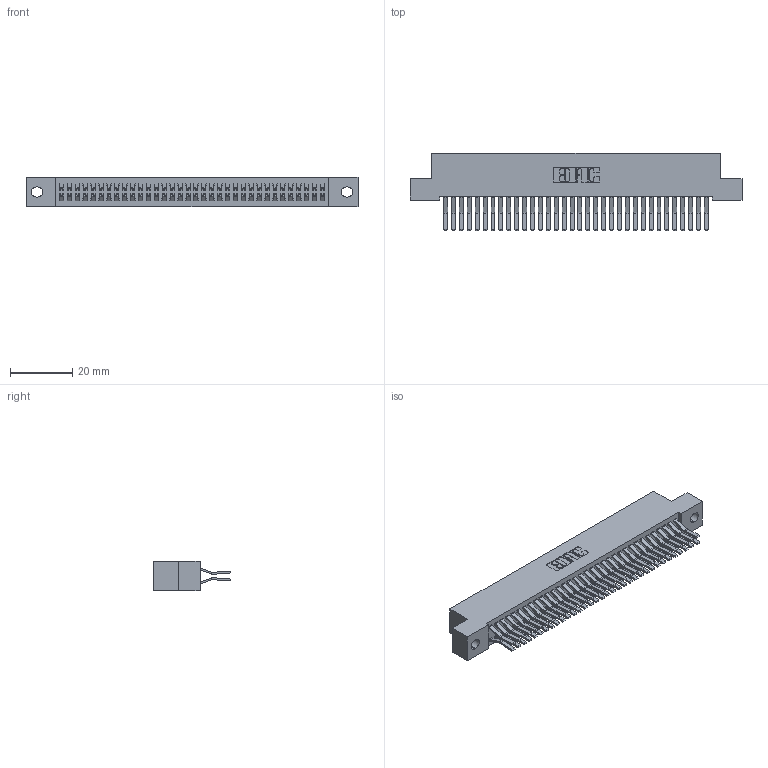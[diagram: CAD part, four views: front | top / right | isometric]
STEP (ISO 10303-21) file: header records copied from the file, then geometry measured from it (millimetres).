
FILE_DESCRIPTION (( 'STEP AP203' ), '1' );
FILE_NAME ('392-068-560-202.STEP', '2018-08-17T23:10:34', ( '' ), ( '' ), 'SwSTEP 2.0', 'SolidWorks 2016', '' );
FILE_SCHEMA (( 'CONFIG_CONTROL_DESIGN' ));
Length unit declared in the file: inch
Products named in the file (3): 342 Part_.128 Slot; 345-292-001_560 Tail; 392-068-560-202
Assembly tree (69 placements, depth 2):
  392-068-560-202
    342 Part_.128 Slot
    345-292-001_560 Tail  x68
Bounding box: 106.68 x 24.78 x 9.4 mm (x, y, z)
Volume: 9941.6 mm3; surface area: 16815.3 mm2
Topology: 69 solids, 69 shells, 3786 faces, 11259 edges, 7414 vertices
Faces by surface type: plane 2518, cylinder 1268
Entity records: 22999 total; most frequent: CARTESIAN_POINT 3822, ORIENTED_EDGE 3758, DIRECTION 3283, EDGE_CURVE 1879, LINE 1747, VECTOR 1747, VERTEX_POINT 1250, AXIS2_PLACEMENT_3D 768
